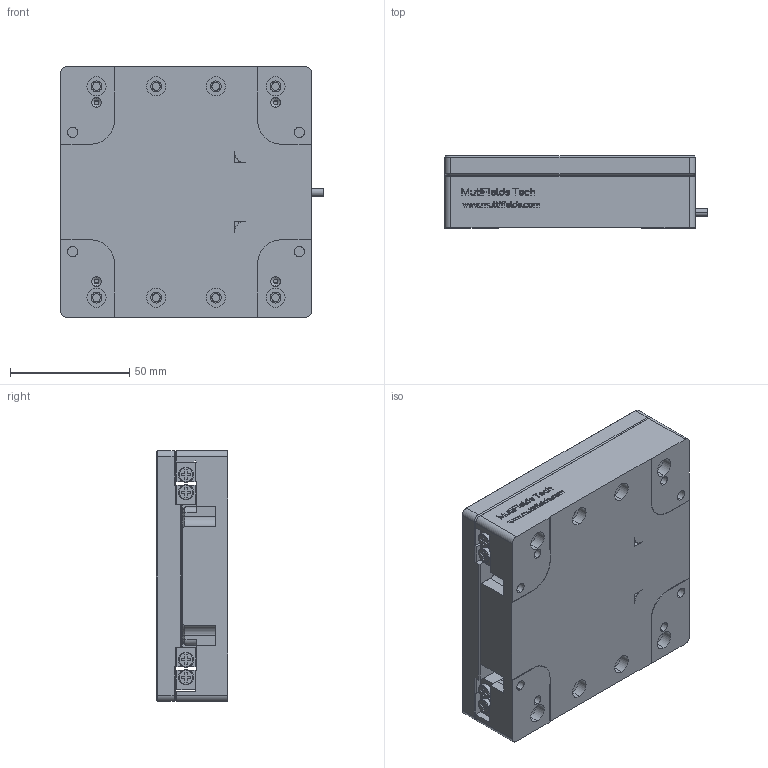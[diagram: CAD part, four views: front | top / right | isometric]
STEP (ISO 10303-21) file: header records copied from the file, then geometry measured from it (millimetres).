
FILE_DESCRIPTION (( 'STEP AP214' ), '1' );
FILE_NAME ('LS105x.Force耀倰.STEP', '2025-07-16T08:54:47', ( '' ), ( '' ), 'SwSTEP 2.0', 'SolidWorks 2020', '' );
FILE_SCHEMA (( 'AUTOMOTIVE_DESIGN' ));
Length unit declared in the file: millimetre
Products named in the file (1): LS105x.Force耀倰
Bounding box: 110 x 30 x 105 mm (x, y, z)
Volume: 306990.5 mm3; surface area: 79803 mm2
Topology: 7 solids, 7 shells, 1377 faces, 3654 edges, 2374 vertices
Faces by surface type: plane 559, bspline 458, cylinder 250, cone 94, torus 16
Entity records: 76657 total; most frequent: CARTESIAN_POINT 29684, ORIENTED_EDGE 7300, DIRECTION 5176, EDGE_CURVE 3650, VERTEX_POINT 2374, VECTOR 2092, LINE 2092, EDGE_LOOP 1592
